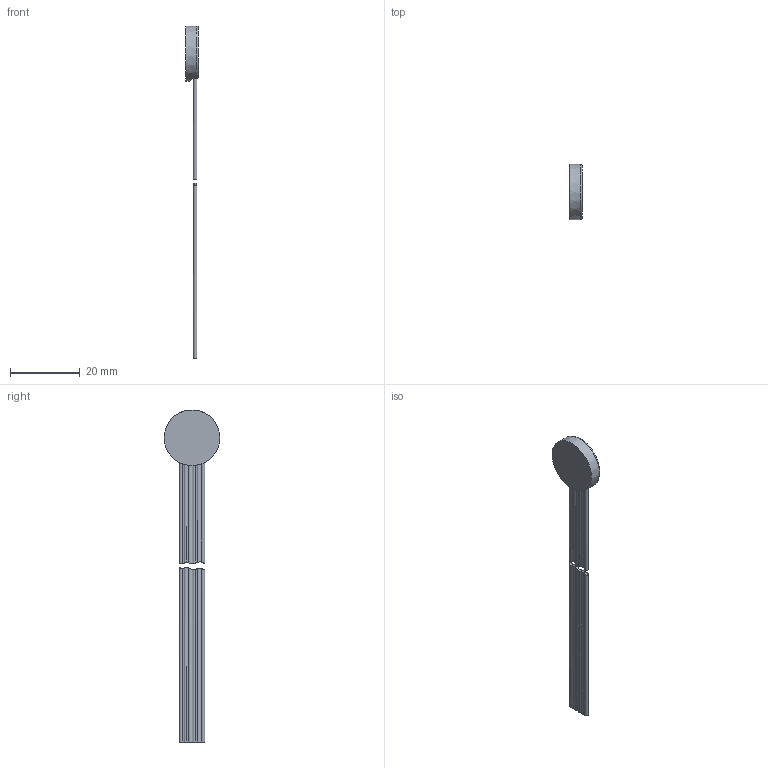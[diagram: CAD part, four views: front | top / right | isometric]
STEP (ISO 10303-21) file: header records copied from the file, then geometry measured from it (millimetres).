
FILE_DESCRIPTION((''),'2;1');
FILE_NAME('F16','2016-03-10T',('nishant.babu'),(''),'PRO/ENGINEER BY PARAMETRIC TECHNOLOGY CORPORATION, 2014310','PRO/ENGINEER BY PARAMETRIC TECHNOLOGY CORPORATION, 2014310','');
FILE_SCHEMA(('CONFIG_CONTROL_DESIGN'));
Length unit declared in the file: millimetre
Products named in the file (1): F16
Bounding box: 3.7 x 15.88 x 94.87 mm (x, y, z)
Volume: 1128 mm3; surface area: 1997.9 mm2
Topology: 2 solids, 2 shells, 150 faces, 461 edges, 315 vertices
Faces by surface type: cylinder 76, torus 33, plane 32, bspline 5, extrusion 2, cone 2
Entity records: 5899 total; most frequent: CARTESIAN_POINT 1857, ORIENTED_EDGE 922, DIRECTION 780, EDGE_CURVE 461, AXIS2_PLACEMENT_3D 322, VERTEX_POINT 315, CIRCLE 179, EDGE_LOOP 150
